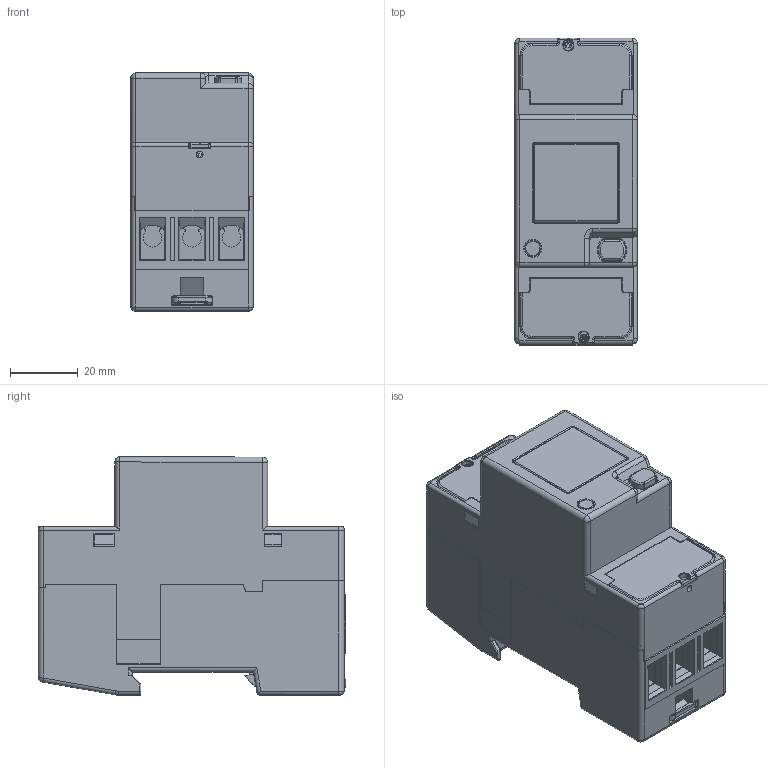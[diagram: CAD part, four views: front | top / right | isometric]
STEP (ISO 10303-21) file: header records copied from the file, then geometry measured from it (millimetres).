
FILE_DESCRIPTION((' '),'2;1');
FILE_NAME('Assieme_Contat_monof_80a_RS485.stp','2016-06-09T15:19:25',(' '),(' '),' ','ACIS',' ');
FILE_SCHEMA(('CONFIG_CONTROL_DESIGN'));
Length unit declared in the file: millimetre
Products named in the file (19): Assieme_Contat_monof_80a_RS485.stp; Corpo1; Corpo2; Corpo3; Corpo4; Corpo5; Corpo6; Corpo7; Corpo8; Corpo9; Corpo10; Corpo11; Corpo12; Corpo13; Corpo14; Corpo15; Corpo16; Corpo17; Corpo18
Assembly tree (18 placements, depth 2):
  Assieme_Contat_monof_80a_RS485.stp
    Corpo1
    Corpo2
    Corpo3
    Corpo4
    Corpo5
    Corpo6
    Corpo7
    Corpo8
    Corpo9
    Corpo10
    Corpo11
    Corpo12
    Corpo13
    Corpo14
    Corpo15
    Corpo16
    Corpo17
    Corpo18
Bounding box: 36 x 90.5 x 70.12 mm (x, y, z)
Volume: 51605.7 mm3; surface area: 67705.5 mm2
Topology: 18 solids, 18 shells, 1693 faces, 4668 edges, 3028 vertices
Faces by surface type: plane 1226, cylinder 319, bspline 51, torus 49, cone 28, sphere 20
Full cylindrical faces by diameter (mm): 1 x3, 2 x2, 3 x6, 3.5 x1, 4 x3, 4.5 x3, 4.7 x1, 4.8 x1, 6.7 x3, 7 x4, 7.7 x3, 9.7 x4
Entity records: 61067 total; most frequent: CARTESIAN_POINT 15198, ORIENTED_EDGE 9172, DIRECTION 8632, EDGE_CURVE 4586, VECTOR 3688, LINE 3688, VERTEX_POINT 3015, AXIS2_PLACEMENT_3D 2472
